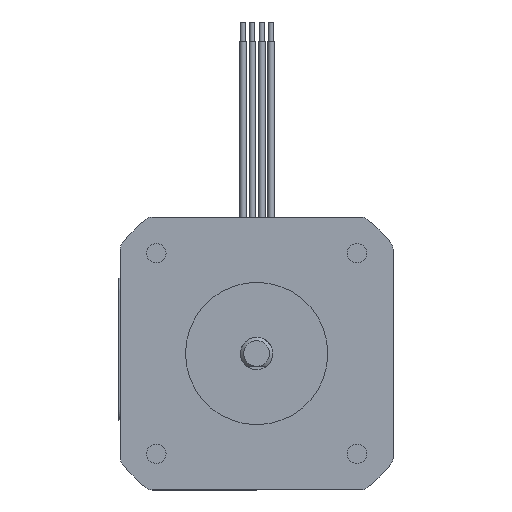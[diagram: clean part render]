
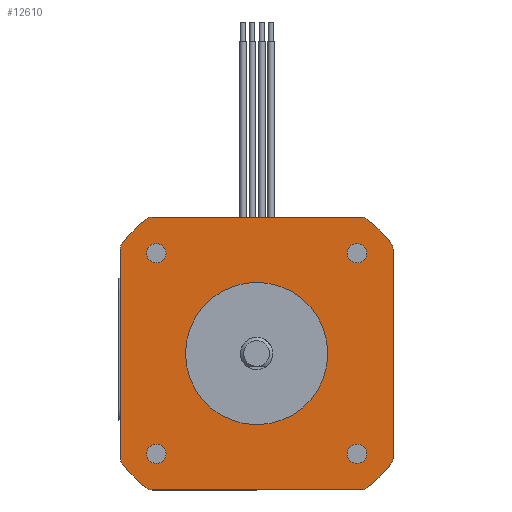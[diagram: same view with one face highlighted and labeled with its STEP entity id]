
A CAD part, front view. The second image highlights one B-rep face of the part: STEP entity #12610.
In plain terms, the highlighted face is planar.
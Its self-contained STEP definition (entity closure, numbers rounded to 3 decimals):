
#619=FACE_BOUND('',#4439,.T.);
#620=FACE_BOUND('',#4440,.T.);
#621=FACE_BOUND('',#4441,.T.);
#622=FACE_BOUND('',#4442,.T.);
#623=FACE_BOUND('',#4443,.T.);
#1006=LINE('',#18754,#2176);
#1007=LINE('',#18762,#2177);
#1008=LINE('',#18770,#2178);
#1009=LINE('',#18778,#2179);
#2176=VECTOR('',#14806,32.311);
#2177=VECTOR('',#14813,32.311);
#2178=VECTOR('',#14820,32.311);
#2179=VECTOR('',#14827,32.311);
#3339=PLANE('',#13353);
#3733=FACE_OUTER_BOUND('',#4438,.T.);
#4438=EDGE_LOOP('',(#8971,#8972,#8973,#8974,#8975,#8976,#8977,#8978,#8979,
#8980,#8981,#8982,#8983,#8984,#8985,#8986));
#4439=EDGE_LOOP('',(#8987));
#4440=EDGE_LOOP('',(#8988));
#4441=EDGE_LOOP('',(#8989));
#4442=EDGE_LOOP('',(#8990));
#4443=EDGE_LOOP('',(#8991));
#5222=CIRCLE('',#13350,11.);
#5224=CIRCLE('',#13354,26.9);
#5225=CIRCLE('',#13355,1.5);
#5226=CIRCLE('',#13356,1.5);
#5227=CIRCLE('',#13357,26.9);
#5228=CIRCLE('',#13358,1.5);
#5229=CIRCLE('',#13359,1.5);
#5230=CIRCLE('',#13360,26.9);
#5231=CIRCLE('',#13361,1.5);
#5232=CIRCLE('',#13362,1.5);
#5233=CIRCLE('',#13363,26.9);
#5234=CIRCLE('',#13364,1.5);
#5235=CIRCLE('',#13365,1.5);
#5236=CIRCLE('',#13366,1.5);
#5237=CIRCLE('',#13367,1.5);
#5238=CIRCLE('',#13368,1.5);
#5239=CIRCLE('',#13369,1.5);
#5872=VERTEX_POINT('',#18742);
#5874=VERTEX_POINT('',#18748);
#5875=VERTEX_POINT('',#18749);
#5876=VERTEX_POINT('',#18751);
#5877=VERTEX_POINT('',#18753);
#5878=VERTEX_POINT('',#18755);
#5879=VERTEX_POINT('',#18757);
#5880=VERTEX_POINT('',#18759);
#5881=VERTEX_POINT('',#18761);
#5882=VERTEX_POINT('',#18763);
#5883=VERTEX_POINT('',#18765);
#5884=VERTEX_POINT('',#18767);
#5885=VERTEX_POINT('',#18769);
#5886=VERTEX_POINT('',#18771);
#5887=VERTEX_POINT('',#18773);
#5888=VERTEX_POINT('',#18775);
#5889=VERTEX_POINT('',#18777);
#5890=VERTEX_POINT('',#18780);
#5891=VERTEX_POINT('',#18782);
#5892=VERTEX_POINT('',#18784);
#5893=VERTEX_POINT('',#18786);
#7119=EDGE_CURVE('',#5872,#5872,#5222,.T.);
#7121=EDGE_CURVE('',#5874,#5875,#5224,.T.);
#7122=EDGE_CURVE('',#5876,#5874,#5225,.T.);
#7123=EDGE_CURVE('',#5877,#5876,#1006,.T.);
#7124=EDGE_CURVE('',#5878,#5877,#5226,.T.);
#7125=EDGE_CURVE('',#5879,#5878,#5227,.T.);
#7126=EDGE_CURVE('',#5880,#5879,#5228,.T.);
#7127=EDGE_CURVE('',#5881,#5880,#1007,.T.);
#7128=EDGE_CURVE('',#5882,#5881,#5229,.T.);
#7129=EDGE_CURVE('',#5883,#5882,#5230,.T.);
#7130=EDGE_CURVE('',#5884,#5883,#5231,.T.);
#7131=EDGE_CURVE('',#5885,#5884,#1008,.T.);
#7132=EDGE_CURVE('',#5886,#5885,#5232,.T.);
#7133=EDGE_CURVE('',#5887,#5886,#5233,.T.);
#7134=EDGE_CURVE('',#5888,#5887,#5234,.T.);
#7135=EDGE_CURVE('',#5889,#5888,#1009,.T.);
#7136=EDGE_CURVE('',#5875,#5889,#5235,.T.);
#7137=EDGE_CURVE('',#5890,#5890,#5236,.T.);
#7138=EDGE_CURVE('',#5891,#5891,#5237,.T.);
#7139=EDGE_CURVE('',#5892,#5892,#5238,.T.);
#7140=EDGE_CURVE('',#5893,#5893,#5239,.T.);
#8971=ORIENTED_EDGE('',*,*,#7121,.F.);
#8972=ORIENTED_EDGE('',*,*,#7122,.F.);
#8973=ORIENTED_EDGE('',*,*,#7123,.F.);
#8974=ORIENTED_EDGE('',*,*,#7124,.F.);
#8975=ORIENTED_EDGE('',*,*,#7125,.F.);
#8976=ORIENTED_EDGE('',*,*,#7126,.F.);
#8977=ORIENTED_EDGE('',*,*,#7127,.F.);
#8978=ORIENTED_EDGE('',*,*,#7128,.F.);
#8979=ORIENTED_EDGE('',*,*,#7129,.F.);
#8980=ORIENTED_EDGE('',*,*,#7130,.F.);
#8981=ORIENTED_EDGE('',*,*,#7131,.F.);
#8982=ORIENTED_EDGE('',*,*,#7132,.F.);
#8983=ORIENTED_EDGE('',*,*,#7133,.F.);
#8984=ORIENTED_EDGE('',*,*,#7134,.F.);
#8985=ORIENTED_EDGE('',*,*,#7135,.F.);
#8986=ORIENTED_EDGE('',*,*,#7136,.F.);
#8987=ORIENTED_EDGE('',*,*,#7119,.T.);
#8988=ORIENTED_EDGE('',*,*,#7137,.T.);
#8989=ORIENTED_EDGE('',*,*,#7138,.T.);
#8990=ORIENTED_EDGE('',*,*,#7139,.T.);
#8991=ORIENTED_EDGE('',*,*,#7140,.T.);
#12610=ADVANCED_FACE('',(#3733,#619,#620,#621,#622,#623),#3339,.F.);
#13350=AXIS2_PLACEMENT_3D('',#18743,#14794,#14795);
#13353=AXIS2_PLACEMENT_3D('',#18747,#14800,#14801);
#13354=AXIS2_PLACEMENT_3D('',#18750,#14802,#14803);
#13355=AXIS2_PLACEMENT_3D('',#18752,#14804,#14805);
#13356=AXIS2_PLACEMENT_3D('',#18756,#14807,#14808);
#13357=AXIS2_PLACEMENT_3D('',#18758,#14809,#14810);
#13358=AXIS2_PLACEMENT_3D('',#18760,#14811,#14812);
#13359=AXIS2_PLACEMENT_3D('',#18764,#14814,#14815);
#13360=AXIS2_PLACEMENT_3D('',#18766,#14816,#14817);
#13361=AXIS2_PLACEMENT_3D('',#18768,#14818,#14819);
#13362=AXIS2_PLACEMENT_3D('',#18772,#14821,#14822);
#13363=AXIS2_PLACEMENT_3D('',#18774,#14823,#14824);
#13364=AXIS2_PLACEMENT_3D('',#18776,#14825,#14826);
#13365=AXIS2_PLACEMENT_3D('',#18779,#14828,#14829);
#13366=AXIS2_PLACEMENT_3D('',#18781,#14830,#14831);
#13367=AXIS2_PLACEMENT_3D('',#18783,#14832,#14833);
#13368=AXIS2_PLACEMENT_3D('',#18785,#14834,#14835);
#13369=AXIS2_PLACEMENT_3D('',#18787,#14836,#14837);
#14794=DIRECTION('center_axis',(0.,0.,1.));
#14795=DIRECTION('ref_axis',(1.,0.,0.));
#14800=DIRECTION('center_axis',(0.,0.,1.));
#14801=DIRECTION('ref_axis',(1.,0.,0.));
#14802=DIRECTION('center_axis',(0.,0.,1.));
#14803=DIRECTION('ref_axis',(1.,0.,0.));
#14804=DIRECTION('center_axis',(0.,0.,1.));
#14805=DIRECTION('ref_axis',(-1.,0.,0.));
#14806=DIRECTION('',(0.,-1.,0.));
#14807=DIRECTION('center_axis',(0.,0.,1.));
#14808=DIRECTION('ref_axis',(-1.,0.,0.));
#14809=DIRECTION('center_axis',(0.,0.,1.));
#14810=DIRECTION('ref_axis',(1.,0.,0.));
#14811=DIRECTION('center_axis',(0.,0.,1.));
#14812=DIRECTION('ref_axis',(-1.,0.,0.));
#14813=DIRECTION('',(-1.,0.,0.));
#14814=DIRECTION('center_axis',(0.,0.,1.));
#14815=DIRECTION('ref_axis',(-1.,0.,0.));
#14816=DIRECTION('center_axis',(0.,0.,1.));
#14817=DIRECTION('ref_axis',(1.,0.,0.));
#14818=DIRECTION('center_axis',(0.,0.,1.));
#14819=DIRECTION('ref_axis',(-1.,0.,0.));
#14820=DIRECTION('',(0.,1.,0.));
#14821=DIRECTION('center_axis',(0.,0.,1.));
#14822=DIRECTION('ref_axis',(-1.,0.,0.));
#14823=DIRECTION('center_axis',(0.,0.,1.));
#14824=DIRECTION('ref_axis',(1.,0.,0.));
#14825=DIRECTION('center_axis',(0.,0.,1.));
#14826=DIRECTION('ref_axis',(-1.,0.,0.));
#14827=DIRECTION('',(1.,0.,0.));
#14828=DIRECTION('center_axis',(0.,0.,1.));
#14829=DIRECTION('ref_axis',(1.,0.,0.));
#14830=DIRECTION('center_axis',(0.,0.,1.));
#14831=DIRECTION('ref_axis',(1.,0.,0.));
#14832=DIRECTION('center_axis',(0.,0.,1.));
#14833=DIRECTION('ref_axis',(1.,0.,0.));
#14834=DIRECTION('center_axis',(0.,0.,1.));
#14835=DIRECTION('ref_axis',(1.,0.,0.));
#14836=DIRECTION('center_axis',(0.,0.,1.));
#14837=DIRECTION('ref_axis',(1.,0.,0.));
#18742=CARTESIAN_POINT('',(11.,0.,1.8));
#18743=CARTESIAN_POINT('Origin',(0.,0.,1.8));
#18747=CARTESIAN_POINT('Origin',(0.,0.,1.8));
#18748=CARTESIAN_POINT('',(-20.757,-17.11,1.8));
#18749=CARTESIAN_POINT('',(-17.11,-20.757,1.8));
#18750=CARTESIAN_POINT('Origin',(0.,0.,1.8));
#18751=CARTESIAN_POINT('',(-21.1,-16.155,1.8));
#18752=CARTESIAN_POINT('Origin',(-19.6,-16.155,1.8));
#18753=CARTESIAN_POINT('',(-21.1,16.155,1.8));
#18754=CARTESIAN_POINT('',(-21.1,16.155,1.8));
#18755=CARTESIAN_POINT('',(-20.757,17.11,1.8));
#18756=CARTESIAN_POINT('Origin',(-19.6,16.155,1.8));
#18757=CARTESIAN_POINT('',(-17.11,20.757,1.8));
#18758=CARTESIAN_POINT('Origin',(0.,0.,1.8));
#18759=CARTESIAN_POINT('',(-16.155,21.1,1.8));
#18760=CARTESIAN_POINT('Origin',(-16.155,19.6,1.8));
#18761=CARTESIAN_POINT('',(16.155,21.1,1.8));
#18762=CARTESIAN_POINT('',(16.155,21.1,1.8));
#18763=CARTESIAN_POINT('',(17.11,20.757,1.8));
#18764=CARTESIAN_POINT('Origin',(16.155,19.6,1.8));
#18765=CARTESIAN_POINT('',(20.757,17.11,1.8));
#18766=CARTESIAN_POINT('Origin',(0.,0.,1.8));
#18767=CARTESIAN_POINT('',(21.1,16.155,1.8));
#18768=CARTESIAN_POINT('Origin',(19.6,16.155,1.8));
#18769=CARTESIAN_POINT('',(21.1,-16.155,1.8));
#18770=CARTESIAN_POINT('',(21.1,-16.155,1.8));
#18771=CARTESIAN_POINT('',(20.757,-17.11,1.8));
#18772=CARTESIAN_POINT('Origin',(19.6,-16.155,1.8));
#18773=CARTESIAN_POINT('',(17.11,-20.757,1.8));
#18774=CARTESIAN_POINT('Origin',(0.,0.,1.8));
#18775=CARTESIAN_POINT('',(16.155,-21.1,1.8));
#18776=CARTESIAN_POINT('Origin',(16.155,-19.6,1.8));
#18777=CARTESIAN_POINT('',(-16.155,-21.1,1.8));
#18778=CARTESIAN_POINT('',(-16.155,-21.1,1.8));
#18779=CARTESIAN_POINT('Origin',(-16.155,-19.6,1.8));
#18780=CARTESIAN_POINT('',(-14.,-15.5,1.8));
#18781=CARTESIAN_POINT('Origin',(-15.5,-15.5,1.8));
#18782=CARTESIAN_POINT('',(17.,-15.5,1.8));
#18783=CARTESIAN_POINT('Origin',(15.5,-15.5,1.8));
#18784=CARTESIAN_POINT('',(17.,15.5,1.8));
#18785=CARTESIAN_POINT('Origin',(15.5,15.5,1.8));
#18786=CARTESIAN_POINT('',(-14.,15.5,1.8));
#18787=CARTESIAN_POINT('Origin',(-15.5,15.5,1.8));
